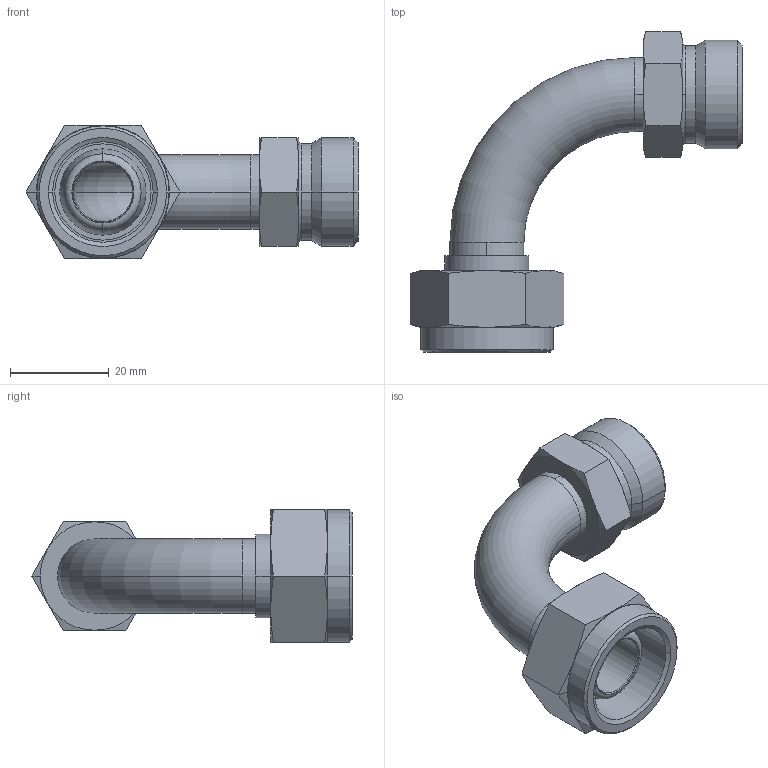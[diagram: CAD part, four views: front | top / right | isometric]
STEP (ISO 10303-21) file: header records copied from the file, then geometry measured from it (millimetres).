
FILE_DESCRIPTION( ( '' ), '1' );
FILE_NAME( '660902215.stp', '2012-08-28T12:25:02', ( '' ), ( '' ), ' ', ' ', ' ' );
FILE_SCHEMA( ( 'CONFIG_CONTROL_DESIGN' ) );
Length unit declared in the file: millimetre
Products named in the file (2): 1; 2
Bounding box: 67.29 x 64.9 x 27 mm (x, y, z)
Volume: 14923.7 mm3; surface area: 12118.9 mm2
Topology: 2 solids, 2 shells, 109 faces, 244 edges, 148 vertices
Faces by surface type: cone 46, cylinder 28, plane 25, torus 10
Entity records: 3088 total; most frequent: CARTESIAN_POINT 599, DIRECTION 552, ORIENTED_EDGE 488, AXIS2_PLACEMENT_3D 245, EDGE_CURVE 244, VERTEX_POINT 148, CIRCLE 134, EDGE_LOOP 122
